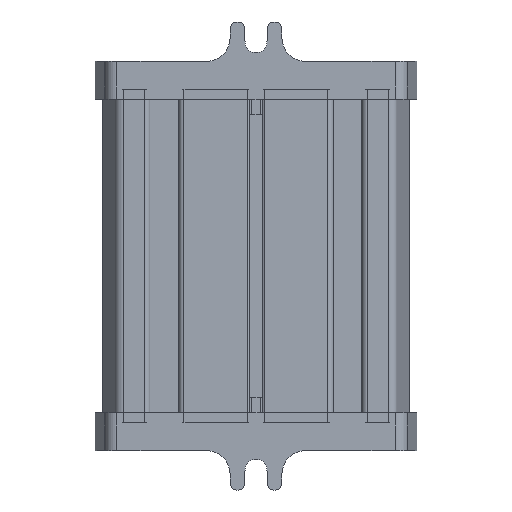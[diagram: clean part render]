
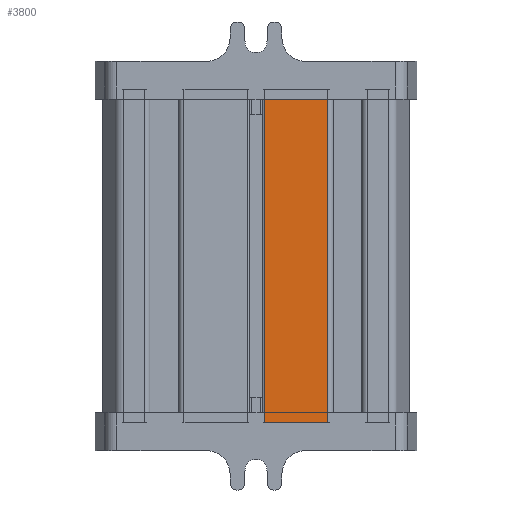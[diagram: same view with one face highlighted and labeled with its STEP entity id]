
A CAD part, front view. The second image highlights one B-rep face of the part: STEP entity #3800.
In plain terms, the highlighted planar face has unit normal (0, -1, 0).
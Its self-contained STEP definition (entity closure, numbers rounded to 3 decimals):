
#439 = CARTESIAN_POINT ( 'NONE',  ( 10.8, -15.55, -21. ) ) ;
#546 = DIRECTION ( 'NONE',  ( 1., 0., 0. ) ) ;
#620 = DIRECTION ( 'NONE',  ( 0., 0., -1. ) ) ;
#725 = LINE ( 'NONE', #7565, #8079 ) ;
#961 = VECTOR ( 'NONE', #546, 1000. ) ;
#1136 = FACE_OUTER_BOUND ( 'NONE', #7551, .T. ) ;
#1192 = EDGE_CURVE ( 'NONE', #8276, #4878, #2008, .T. ) ;
#1606 = CARTESIAN_POINT ( 'NONE',  ( 10.8, -15.55, 29. ) ) ;
#1626 = VERTEX_POINT ( 'NONE', #1606 ) ;
#2008 = LINE ( 'NONE', #6542, #961 ) ;
#2112 = LINE ( 'NONE', #3305, #6571 ) ;
#2303 = CARTESIAN_POINT ( 'NONE',  ( 1.25, -15.55, 29. ) ) ;
#2473 = ORIENTED_EDGE ( 'NONE', *, *, #5174, .T. ) ;
#2591 = PLANE ( 'NONE',  #3388 ) ;
#2863 = CARTESIAN_POINT ( 'NONE',  ( 1.25, -15.55, -21. ) ) ;
#3069 = VECTOR ( 'NONE', #6080, 1000. ) ;
#3302 = EDGE_CURVE ( 'NONE', #4215, #1626, #725, .T. ) ;
#3305 = CARTESIAN_POINT ( 'NONE',  ( 10.8, -15.55, -21. ) ) ;
#3388 = AXIS2_PLACEMENT_3D ( 'NONE', #8477, #4559, #620 ) ;
#3668 = ORIENTED_EDGE ( 'NONE', *, *, #5289, .F. ) ;
#3800 = ADVANCED_FACE ( 'NONE', ( #1136 ), #2591, .T. ) ;
#4172 = LINE ( 'NONE', #5364, #3069 ) ;
#4215 = VERTEX_POINT ( 'NONE', #2303 ) ;
#4559 = DIRECTION ( 'NONE',  ( 0., -1., 0. ) ) ;
#4878 = VERTEX_POINT ( 'NONE', #439 ) ;
#5174 = EDGE_CURVE ( 'NONE', #4878, #1626, #2112, .T. ) ;
#5289 = EDGE_CURVE ( 'NONE', #8276, #4215, #4172, .T. ) ;
#5364 = CARTESIAN_POINT ( 'NONE',  ( 1.25, -15.55, -21. ) ) ;
#6080 = DIRECTION ( 'NONE',  ( 0., 0., 1. ) ) ;
#6462 = ORIENTED_EDGE ( 'NONE', *, *, #3302, .F. ) ;
#6542 = CARTESIAN_POINT ( 'NONE',  ( 1.25, -15.55, -21. ) ) ;
#6571 = VECTOR ( 'NONE', #6687, 1000. ) ;
#6687 = DIRECTION ( 'NONE',  ( 0., 0., 1. ) ) ;
#6903 = DIRECTION ( 'NONE',  ( 1., 0., 0. ) ) ;
#7551 = EDGE_LOOP ( 'NONE', ( #6462, #3668, #7568, #2473 ) ) ;
#7565 = CARTESIAN_POINT ( 'NONE',  ( 1.25, -15.55, 29. ) ) ;
#7568 = ORIENTED_EDGE ( 'NONE', *, *, #1192, .T. ) ;
#8079 = VECTOR ( 'NONE', #6903, 1000. ) ;
#8276 = VERTEX_POINT ( 'NONE', #2863 ) ;
#8477 = CARTESIAN_POINT ( 'NONE',  ( 1.25, -15.55, -21. ) ) ;
